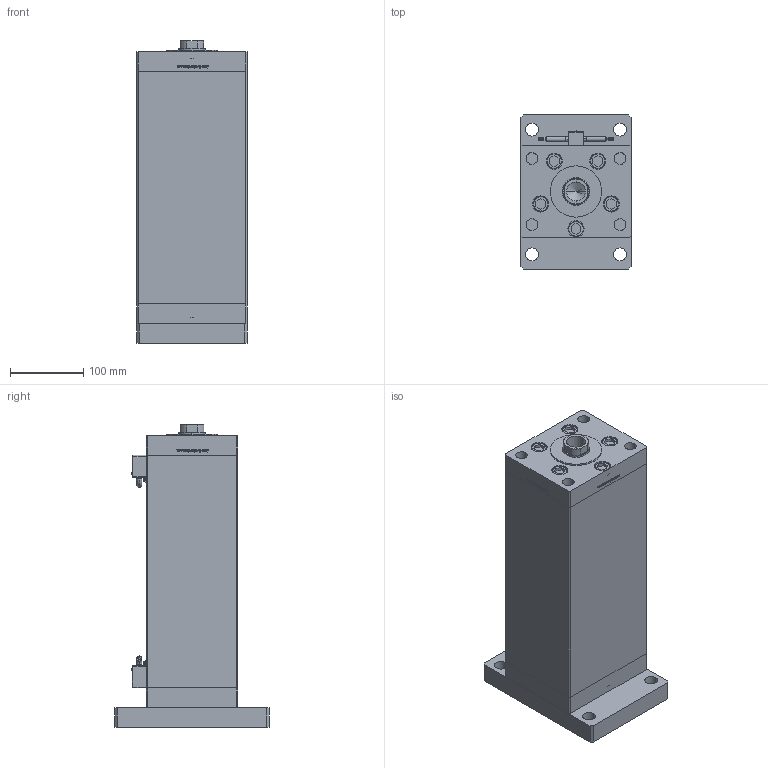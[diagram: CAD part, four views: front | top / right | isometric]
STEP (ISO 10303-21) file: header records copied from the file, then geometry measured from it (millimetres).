
FILE_DESCRIPTION (( 'STEP AP203' ), '1' );
FILE_NAME ('7e3c.STEP', '2024-01-08T17:32:53', ( '' ), ( '' ), 'SwSTEP 2.0', 'SolidWorks 2019', '' );
FILE_SCHEMA (( 'CONFIG_CONTROL_DESIGN' ));
Length unit declared in the file: millimetre
Products named in the file (8): 7e3c; ALLEN BOLT cb06a5d66a75f5a3127fff61706f7dfc; Magnetic_Switch_MSU4 cb06a5d66a75f5a3127fff61706f7dfc; V220C_FRONT_G cb06a5d66a75f5a3127fff61706f7dfc; V220C BACK_G cb06a5d66a75f5a3127fff61706f7dfc; V220C_F cb06a5d66a75f5a3127fff61706f7dfc; V220C_G_MIDDLE cb06a5d66a75f5a3127fff61706f7dfc; V220C_VC_G cb06a5d66a75f5a3127fff61706f7dfc
Assembly tree (21 placements, depth 2):
  7e3c
    V220C BACK_G cb06a5d66a75f5a3127fff61706f7dfc
    V220C_FRONT_G cb06a5d66a75f5a3127fff61706f7dfc
    V220C_G_MIDDLE cb06a5d66a75f5a3127fff61706f7dfc
    Magnetic_Switch_MSU4 cb06a5d66a75f5a3127fff61706f7dfc  x2
    ALLEN BOLT cb06a5d66a75f5a3127fff61706f7dfc  x14
    V220C_F cb06a5d66a75f5a3127fff61706f7dfc
    V220C_VC_G cb06a5d66a75f5a3127fff61706f7dfc
Bounding box: 150 x 210 x 413 mm (x, y, z)
Volume: 6554438.4 mm3; surface area: 619448.6 mm2
Topology: 21 solids, 23 shells, 1517 faces, 3704 edges, 2395 vertices
Faces by surface type: plane 596, bspline 484, cylinder 279, torus 68, cone 66, sphere 24
Entity records: 56697 total; most frequent: CARTESIAN_POINT 30998, ORIENTED_EDGE 5734, DIRECTION 3629, EDGE_CURVE 2867, VERTEX_POINT 1894, LINE 1475, VECTOR 1475, EDGE_LOOP 1331
